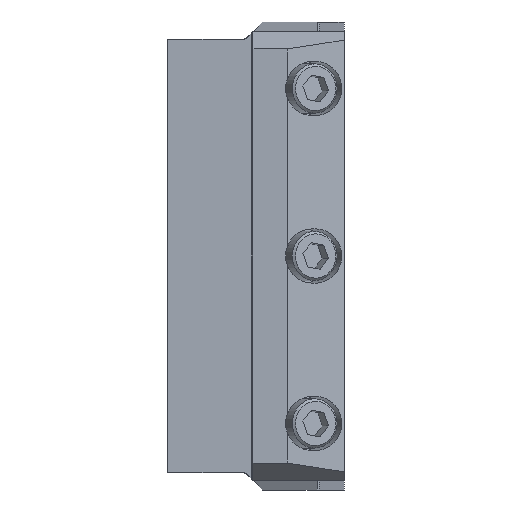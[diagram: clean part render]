
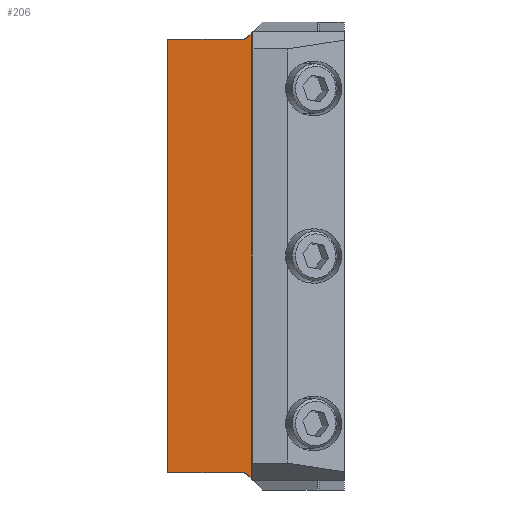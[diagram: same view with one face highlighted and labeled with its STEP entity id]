
A CAD part, front view. The second image highlights one B-rep face of the part: STEP entity #206.
In plain terms, the highlighted planar face has unit normal (0, -1, 0).
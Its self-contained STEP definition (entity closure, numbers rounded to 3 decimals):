
#160=CIRCLE('',#2500,1.2);
#161=CIRCLE('',#2501,1.2);
#206=ADVANCED_FACE('',(#424),#332,.T.);
#332=PLANE('',#2502);
#424=FACE_OUTER_BOUND('',#526,.T.);
#526=EDGE_LOOP('',(#746,#747,#748,#749,#750,#751,#752,#753));
#746=ORIENTED_EDGE('',*,*,#1656,.F.);
#747=ORIENTED_EDGE('',*,*,#1657,.T.);
#748=ORIENTED_EDGE('',*,*,#1658,.F.);
#749=ORIENTED_EDGE('',*,*,#1659,.T.);
#750=ORIENTED_EDGE('',*,*,#1660,.T.);
#751=ORIENTED_EDGE('',*,*,#1661,.T.);
#752=ORIENTED_EDGE('',*,*,#1662,.F.);
#753=ORIENTED_EDGE('',*,*,#1663,.T.);
#1424=VERTEX_POINT('',#3450);
#1425=VERTEX_POINT('',#3451);
#1426=VERTEX_POINT('',#3453);
#1427=VERTEX_POINT('',#3455);
#1428=VERTEX_POINT('',#3457);
#1429=VERTEX_POINT('',#3459);
#1430=VERTEX_POINT('',#3461);
#1431=VERTEX_POINT('',#3463);
#1656=EDGE_CURVE('',#1424,#1425,#1989,.T.);
#1657=EDGE_CURVE('',#1424,#1426,#1990,.T.);
#1658=EDGE_CURVE('',#1427,#1426,#160,.T.);
#1659=EDGE_CURVE('',#1427,#1428,#1991,.T.);
#1660=EDGE_CURVE('',#1428,#1429,#1992,.T.);
#1661=EDGE_CURVE('',#1429,#1430,#1993,.T.);
#1662=EDGE_CURVE('',#1431,#1430,#161,.T.);
#1663=EDGE_CURVE('',#1431,#1425,#1994,.T.);
#1989=LINE('',#3449,#2226);
#1990=LINE('',#3452,#2227);
#1991=LINE('',#3456,#2228);
#1992=LINE('',#3458,#2229);
#1993=LINE('',#3460,#2230);
#1994=LINE('',#3464,#2231);
#2226=VECTOR('',#2751,1.);
#2227=VECTOR('',#2752,1.);
#2228=VECTOR('',#2755,1.);
#2229=VECTOR('',#2756,1.);
#2230=VECTOR('',#2757,1.);
#2231=VECTOR('',#2760,1.);
#2500=AXIS2_PLACEMENT_3D('',#3454,#2753,#2754);
#2501=AXIS2_PLACEMENT_3D('',#3462,#2758,#2759);
#2502=AXIS2_PLACEMENT_3D('',#3465,#2761,#2762);
#2751=DIRECTION('',(0.,0.,-1.));
#2752=DIRECTION('',(-0.707,0.,-0.707));
#2753=DIRECTION('',(0.,-1.,0.));
#2754=DIRECTION('',(0.,0.,-1.));
#2755=DIRECTION('',(-1.,0.,0.));
#2756=DIRECTION('',(0.,0.,-1.));
#2757=DIRECTION('',(1.,0.,0.));
#2758=DIRECTION('',(0.,-1.,0.));
#2759=DIRECTION('',(0.,0.,-1.));
#2760=DIRECTION('',(0.707,0.,-0.707));
#2761=DIRECTION('',(0.,-1.,0.));
#2762=DIRECTION('',(0.,0.,-1.));
#3449=CARTESIAN_POINT('',(1.1,-28.05,93.));
#3450=CARTESIAN_POINT('',(1.1,-28.05,92.6));
#3451=CARTESIAN_POINT('',(1.1,-28.05,2.4));
#3452=CARTESIAN_POINT('',(2.5,-28.05,94.));
#3453=CARTESIAN_POINT('',(0.351,-28.05,91.851));
#3454=CARTESIAN_POINT('',(-0.497,-28.05,92.7));
#3455=CARTESIAN_POINT('',(-0.497,-28.05,91.5));
#3456=CARTESIAN_POINT('',(1.5,-28.05,91.5));
#3457=CARTESIAN_POINT('',(-15.78,-28.05,91.5));
#3458=CARTESIAN_POINT('',(-15.78,-28.05,95.));
#3459=CARTESIAN_POINT('',(-15.78,-28.05,3.5));
#3460=CARTESIAN_POINT('',(1.5,-28.05,3.5));
#3461=CARTESIAN_POINT('',(-0.497,-28.05,3.5));
#3462=CARTESIAN_POINT('',(-0.497,-28.05,2.3));
#3463=CARTESIAN_POINT('',(0.351,-28.05,3.149));
#3464=CARTESIAN_POINT('',(-45.,-28.05,48.5));
#3465=CARTESIAN_POINT('',(1.5,-28.05,95.));
